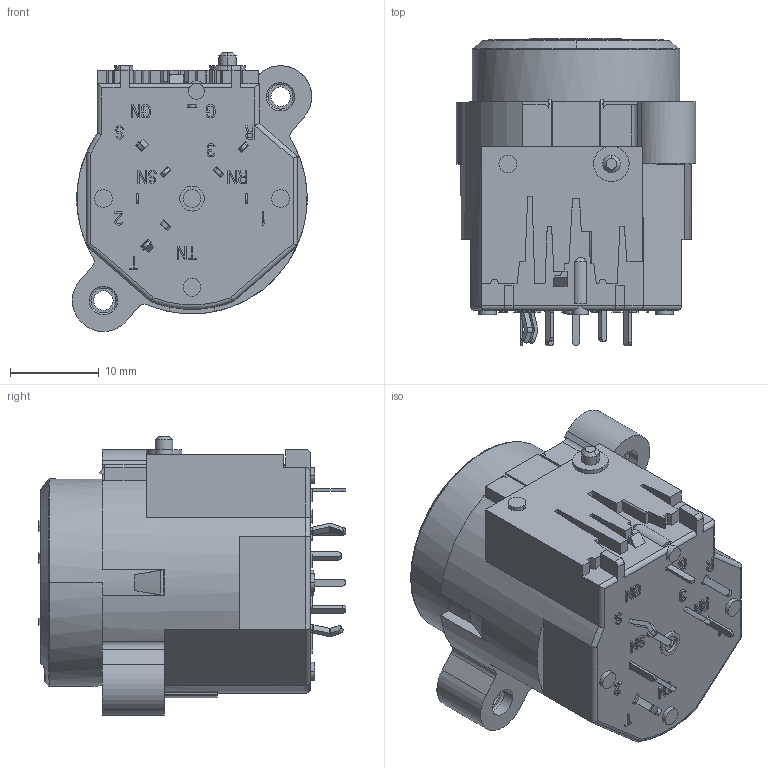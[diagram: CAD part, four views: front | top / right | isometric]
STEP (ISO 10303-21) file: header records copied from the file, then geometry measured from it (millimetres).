
FILE_DESCRIPTION((''),'2;1');
FILE_NAME('30011404','2024-04-16T07:26:01',('SYSTEM'),(''),'CREO PARAMETRIC BY PTC INC, 2023424','CREO PARAMETRIC BY PTC INC, 2023424','');
FILE_SCHEMA(('CONFIG_CONTROL_DESIGN'));
Length unit declared in the file: millimetre
Products named in the file (1): 30011404
Bounding box: 27 x 34.7 x 31.5 mm (x, y, z)
Volume: 14732.1 mm3; surface area: 5864.7 mm2
Topology: 1 solids, 3 shells, 1029 faces, 2865 edges, 1890 vertices
Faces by surface type: plane 854, cylinder 134, torus 22, cone 10, bspline 8, sphere 1
Entity records: 33124 total; most frequent: CARTESIAN_POINT 6558, ORIENTED_EDGE 5728, DIRECTION 5147, EDGE_CURVE 2864, VECTOR 2463, LINE 2463, VERTEX_POINT 1890, AXIS2_PLACEMENT_3D 1342
